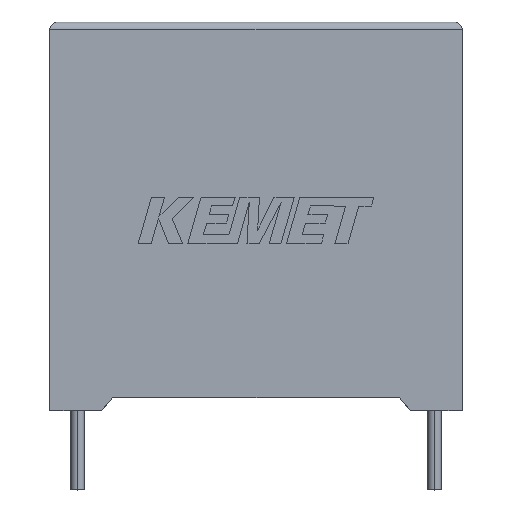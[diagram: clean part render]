
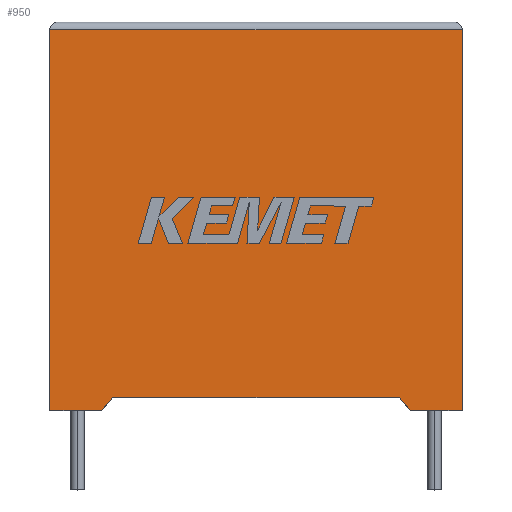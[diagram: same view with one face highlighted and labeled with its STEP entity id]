
A CAD part, top view. The second image highlights one B-rep face of the part: STEP entity #950.
In plain terms, the highlighted planar face has unit normal (0, 0, 1).
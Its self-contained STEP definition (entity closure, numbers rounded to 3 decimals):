
#10 = LINE ( 'NONE', #953, #1306 ) ;
#100 = CARTESIAN_POINT ( 'NONE',  ( 0., 0., 15.5 ) ) ;
#109 = ORIENTED_EDGE ( 'NONE', *, *, #1392, .T. ) ;
#146 = EDGE_CURVE ( 'NONE', #964, #755, #313, .T. ) ;
#254 = DIRECTION ( 'NONE',  ( 0.65, -0.76, 0. ) ) ;
#285 = CARTESIAN_POINT ( 'NONE',  ( 0., 0., 15.5 ) ) ;
#313 = LINE ( 'NONE', #1984, #1742 ) ;
#392 = CARTESIAN_POINT ( 'NONE',  ( 3.25, 0., 15.5 ) ) ;
#414 = LINE ( 'NONE', #636, #1746 ) ;
#428 = EDGE_CURVE ( 'NONE', #964, #1757, #414, .T. ) ;
#467 = CARTESIAN_POINT ( 'NONE',  ( 3.972, 0.845, 15.5 ) ) ;
#503 = VERTEX_POINT ( 'NONE', #2598 ) ;
#596 = PLANE ( 'NONE',  #2095 ) ;
#636 = CARTESIAN_POINT ( 'NONE',  ( 22.75, 0., 15.5 ) ) ;
#638 = ORIENTED_EDGE ( 'NONE', *, *, #785, .T. ) ;
#659 = ORIENTED_EDGE ( 'NONE', *, *, #2111, .F. ) ;
#667 = VECTOR ( 'NONE', #2008, 1000. ) ;
#671 = DIRECTION ( 'NONE',  ( 0., -1., 0. ) ) ;
#673 = LINE ( 'NONE', #2055, #1565 ) ;
#679 = DIRECTION ( 'NONE',  ( 0., 1., 0. ) ) ;
#755 = VERTEX_POINT ( 'NONE', #467 ) ;
#785 = EDGE_CURVE ( 'NONE', #938, #1534, #2127, .T. ) ;
#822 = LINE ( 'NONE', #392, #667 ) ;
#850 = DIRECTION ( 'NONE',  ( 0., 0., -1. ) ) ;
#869 = FACE_OUTER_BOUND ( 'NONE', #1131, .T. ) ;
#930 = CARTESIAN_POINT ( 'NONE',  ( 26., 0., 15.5 ) ) ;
#935 = EDGE_CURVE ( 'NONE', #1757, #2596, #10, .T. ) ;
#938 = VERTEX_POINT ( 'NONE', #2856 ) ;
#950 = ADVANCED_FACE ( 'NONE', ( #869 ), #596, .F. ) ;
#953 = CARTESIAN_POINT ( 'NONE',  ( 0., 0., 15.5 ) ) ;
#964 = VERTEX_POINT ( 'NONE', #1086 ) ;
#1054 = ORIENTED_EDGE ( 'NONE', *, *, #935, .T. ) ;
#1086 = CARTESIAN_POINT ( 'NONE',  ( 22.028, 0.845, 15.5 ) ) ;
#1089 = VERTEX_POINT ( 'NONE', #1349 ) ;
#1131 = EDGE_LOOP ( 'NONE', ( #1434, #2129, #638, #109, #659, #1849, #2553, #1054 ) ) ;
#1306 = VECTOR ( 'NONE', #1909, 1000. ) ;
#1349 = CARTESIAN_POINT ( 'NONE',  ( 3.25, 0., 15.5 ) ) ;
#1392 = EDGE_CURVE ( 'NONE', #1534, #1089, #1732, .T. ) ;
#1434 = ORIENTED_EDGE ( 'NONE', *, *, #1962, .T. ) ;
#1515 = DIRECTION ( 'NONE',  ( -1., 0., 0. ) ) ;
#1520 = CARTESIAN_POINT ( 'NONE',  ( 0., 0., 15.5 ) ) ;
#1534 = VERTEX_POINT ( 'NONE', #100 ) ;
#1565 = VECTOR ( 'NONE', #2772, 1000. ) ;
#1632 = LINE ( 'NONE', #2600, #2157 ) ;
#1732 = LINE ( 'NONE', #285, #2893 ) ;
#1742 = VECTOR ( 'NONE', #1515, 1000. ) ;
#1746 = VECTOR ( 'NONE', #254, 1000. ) ;
#1757 = VERTEX_POINT ( 'NONE', #2745 ) ;
#1792 = EDGE_CURVE ( 'NONE', #503, #938, #673, .T. ) ;
#1849 = ORIENTED_EDGE ( 'NONE', *, *, #146, .F. ) ;
#1909 = DIRECTION ( 'NONE',  ( 1., 0., 0. ) ) ;
#1962 = EDGE_CURVE ( 'NONE', #2596, #503, #1632, .T. ) ;
#1984 = CARTESIAN_POINT ( 'NONE',  ( 13., 0.845, 15.5 ) ) ;
#2008 = DIRECTION ( 'NONE',  ( -0.65, -0.76, 0. ) ) ;
#2011 = DIRECTION ( 'NONE',  ( -1., 0., 0. ) ) ;
#2044 = VECTOR ( 'NONE', #671, 1000. ) ;
#2055 = CARTESIAN_POINT ( 'NONE',  ( 0., 24., 15.5 ) ) ;
#2095 = AXIS2_PLACEMENT_3D ( 'NONE', #1520, #850, #2011 ) ;
#2111 = EDGE_CURVE ( 'NONE', #755, #1089, #822, .T. ) ;
#2127 = LINE ( 'NONE', #2585, #2044 ) ;
#2129 = ORIENTED_EDGE ( 'NONE', *, *, #1792, .T. ) ;
#2157 = VECTOR ( 'NONE', #679, 1000. ) ;
#2449 = DIRECTION ( 'NONE',  ( 1., 0., 0. ) ) ;
#2553 = ORIENTED_EDGE ( 'NONE', *, *, #428, .T. ) ;
#2585 = CARTESIAN_POINT ( 'NONE',  ( 0., 0., 15.5 ) ) ;
#2596 = VERTEX_POINT ( 'NONE', #930 ) ;
#2598 = CARTESIAN_POINT ( 'NONE',  ( 26., 24., 15.5 ) ) ;
#2600 = CARTESIAN_POINT ( 'NONE',  ( 26., 0., 15.5 ) ) ;
#2745 = CARTESIAN_POINT ( 'NONE',  ( 22.75, 0., 15.5 ) ) ;
#2772 = DIRECTION ( 'NONE',  ( -1., 0., 0. ) ) ;
#2856 = CARTESIAN_POINT ( 'NONE',  ( 0., 24., 15.5 ) ) ;
#2893 = VECTOR ( 'NONE', #2449, 1000. ) ;
